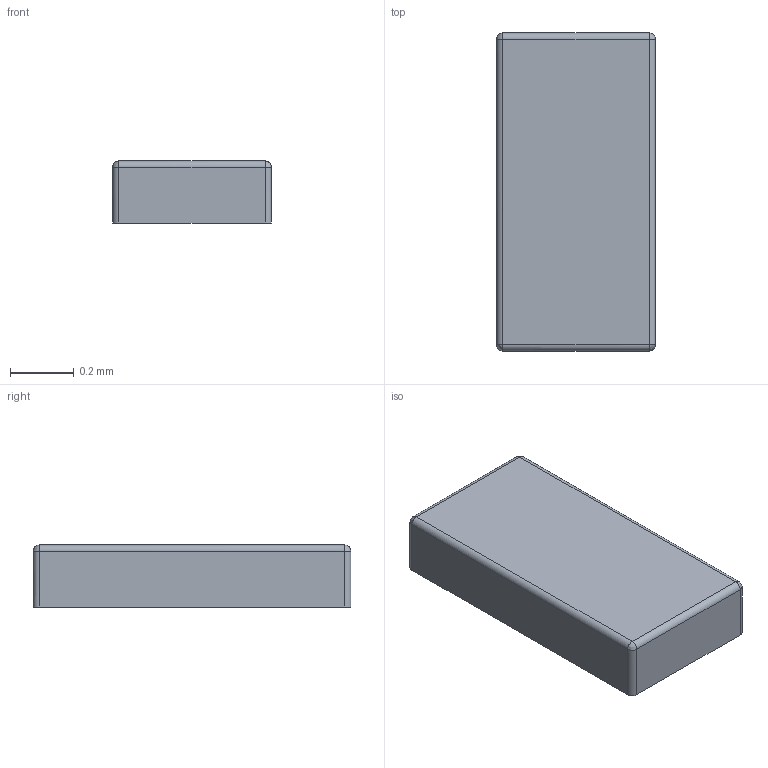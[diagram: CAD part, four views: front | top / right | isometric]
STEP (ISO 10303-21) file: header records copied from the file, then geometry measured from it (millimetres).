
FILE_DESCRIPTION(/* description */ (''),/* implementation_level */ '2;1');
FILE_NAME(/* name */ 'CHIPLE~3',/* time_stamp */ '2014-07-25T17:38:57+02:00',/* author */ (''),/* organization */ (''),/* preprocessor_version */ 'ST-DEVELOPER v14',/* originating_system */ '',/* authorisation */ '');
FILE_SCHEMA (('AUTOMOTIVE_DESIGN'));
Length unit declared in the file: millimetre
Products named in the file (1): Document
Bounding box: 0.5 x 1 x 0.2 mm (x, y, z)
Volume: 0.1 mm3; surface area: 1.6 mm2
Topology: 1 solids, 1 shells, 18 faces, 40 edges, 20 vertices
Faces by surface type: bspline 12, plane 6
Entity records: 922 total; most frequent: CARTESIAN_POINT 460, ORIENTED_EDGE 72, PCURVE 72, DEFINITIONAL_REPRESENTATION 72, B_SPLINE_CURVE_WITH_KNOTS 44, SURFACE_CURVE 36, EDGE_CURVE 36, VERTEX_POINT 20
